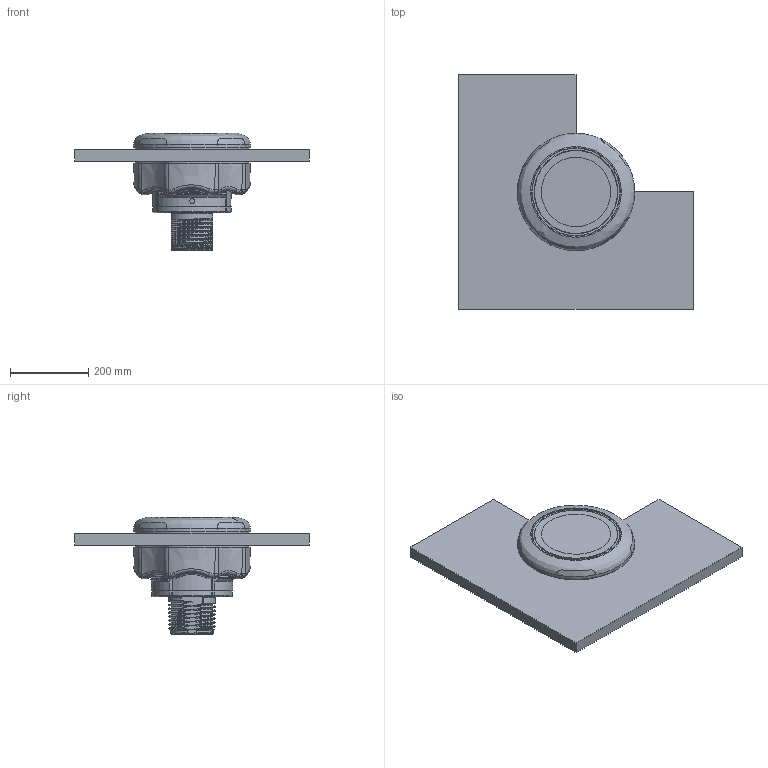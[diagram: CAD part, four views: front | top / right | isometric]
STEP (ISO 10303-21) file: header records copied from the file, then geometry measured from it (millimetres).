
FILE_DESCRIPTION(/* description */ ('Unknown'),/* implementation_level */ '2;1');
FILE_NAME(/* name */ '84-ACKS-B12-04BB',/* time_stamp */ '2024-01-04T15:16:08+01:00',/* author */ ('Unknown'),/* organization */ ('Unknown'),/* preprocessor_version */ 'ST-DEVELOPER v16.7',/* originating_system */ 'DEX',/* authorisation */ $);
FILE_SCHEMA (('AUTOMOTIVE_DESIGN {1 0 10303 214 3 1 1}'));
Products named in the file (12): CAP000113-s10 std mit Symbolen; CAP000113-s10 std mit Symbolen_0; C12; Mutter; Panel; Steckerhülse; Fenster; Leuchtring; Becher innen; Dichtung; M12 Steckereinsatz; Leuchtscheibe
Assembly tree (11 placements, depth 2):
  CAP000113-s10 std mit Symbolen
    CAP000113-s10 std mit Symbolen_0
    C12
    Mutter
    Panel
    Steckerhülse
    Fenster
    Leuchtring
    Becher innen
    Dichtung
    M12 Steckereinsatz
    Leuchtscheibe
Bounding box: 600 x 600 x 299.98 mm (x, y, z)
Volume: 15079925.2 mm3; surface area: 1860333.8 mm2
Topology: 14 solids, 21 shells, 1666 faces, 4275 edges, 2663 vertices
Faces by surface type: bspline 585, plane 543, cylinder 281, sphere 105, cone 85, torus 67
Full cylindrical faces by diameter (mm): 6 x4, 8 x5, 9 x5, 10 x6, 12 x2, 80 x1, 94.5 x2, 177.035 x2, 183 x1, 214.367 x2, 235.5 x1
Entity records: 74936 total; most frequent: CARTESIAN_POINT 39257, ORIENTED_EDGE 8007, DIRECTION 6236, EDGE_CURVE 4025, VERTEX_POINT 2569, AXIS2_PLACEMENT_3D 2404, EDGE_LOOP 1870, FACE_BOUND 1870
